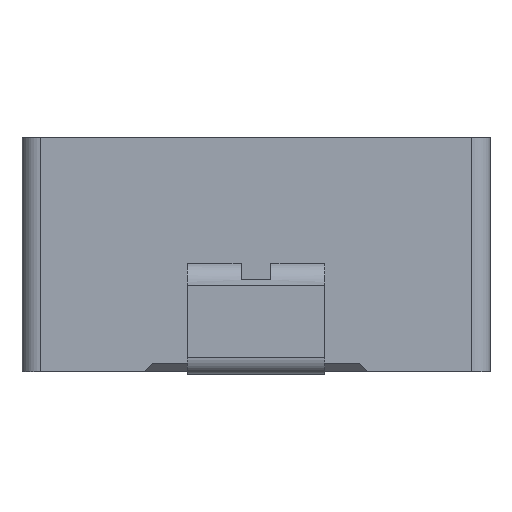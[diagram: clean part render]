
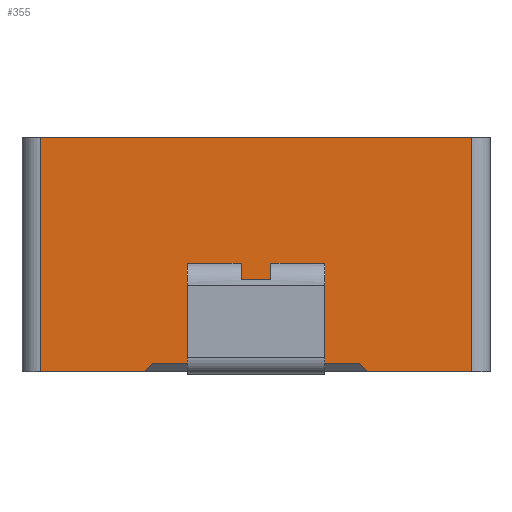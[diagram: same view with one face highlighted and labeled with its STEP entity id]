
A CAD part, front view. The second image highlights one B-rep face of the part: STEP entity #355.
In plain terms, the highlighted face is planar.
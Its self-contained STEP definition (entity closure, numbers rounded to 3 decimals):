
#173=CARTESIAN_POINT('',(5.8,6.3,6.3));
#174=VERTEX_POINT('',#173);
#182=CARTESIAN_POINT('',(3.,6.3,6.3));
#183=VERTEX_POINT('',#182);
#184=CARTESIAN_POINT('',(5.8,6.3,6.3));
#185=DIRECTION('',(-1.,0.,0.));
#186=VECTOR('',#185,2.8);
#187=LINE('',#184,#186);
#188=EDGE_CURVE('',#174,#183,#187,.T.);
#206=CARTESIAN_POINT('',(-3.,6.3,6.3));
#207=VERTEX_POINT('',#206);
#214=CARTESIAN_POINT('',(-5.8,6.3,6.3));
#215=VERTEX_POINT('',#214);
#216=CARTESIAN_POINT('',(-3.,6.3,6.3));
#217=DIRECTION('',(-1.,0.,0.));
#218=VECTOR('',#217,2.8);
#219=LINE('',#216,#218);
#220=EDGE_CURVE('',#207,#215,#219,.T.);
#302=CARTESIAN_POINT('',(0.,6.3,3.15));
#303=DIRECTION('',(-1.,0.,0.));
#304=DIRECTION('',(0.,1.,-0.));
#305=AXIS2_PLACEMENT_3D('',#302,#304,#303);
#306=PLANE('',#305);
#307=CARTESIAN_POINT('',(2.78,6.3,6.08));
#308=VERTEX_POINT('',#307);
#309=CARTESIAN_POINT('',(-2.78,6.3,6.08));
#310=VERTEX_POINT('',#309);
#311=CARTESIAN_POINT('',(2.78,6.3,6.08));
#312=DIRECTION('',(-1.,0.,0.));
#313=VECTOR('',#312,5.56);
#314=LINE('',#311,#313);
#315=EDGE_CURVE('',#308,#310,#314,.T.);
#316=ORIENTED_EDGE('',*,*,#315,.F.);
#317=CARTESIAN_POINT('',(2.78,6.3,6.08));
#318=DIRECTION('',(0.707,0.,0.707));
#319=VECTOR('',#318,0.311);
#320=LINE('',#317,#319);
#321=EDGE_CURVE('',#308,#183,#320,.T.);
#322=ORIENTED_EDGE('',*,*,#321,.T.);
#323=ORIENTED_EDGE('',*,*,#188,.F.);
#324=CARTESIAN_POINT('',(5.8,6.3,0.));
#325=VERTEX_POINT('',#324);
#326=CARTESIAN_POINT('',(5.8,6.3,0.));
#327=DIRECTION('',(0.,0.,1.));
#328=VECTOR('',#327,6.3);
#329=LINE('',#326,#328);
#330=EDGE_CURVE('',#325,#174,#329,.T.);
#331=ORIENTED_EDGE('',*,*,#330,.F.);
#332=CARTESIAN_POINT('',(-5.8,6.3,0.));
#333=VERTEX_POINT('',#332);
#334=CARTESIAN_POINT('',(5.8,6.3,0.));
#335=DIRECTION('',(-1.,0.,0.));
#336=VECTOR('',#335,11.6);
#337=LINE('',#334,#336);
#338=EDGE_CURVE('',#325,#333,#337,.T.);
#339=ORIENTED_EDGE('',*,*,#338,.T.);
#340=CARTESIAN_POINT('',(-5.8,6.3,0.));
#341=DIRECTION('',(0.,0.,1.));
#342=VECTOR('',#341,6.3);
#343=LINE('',#340,#342);
#344=EDGE_CURVE('',#333,#215,#343,.T.);
#345=ORIENTED_EDGE('',*,*,#344,.T.);
#346=ORIENTED_EDGE('',*,*,#220,.F.);
#347=CARTESIAN_POINT('',(-2.78,6.3,6.08));
#348=DIRECTION('',(-0.707,0.,0.707));
#349=VECTOR('',#348,0.311);
#350=LINE('',#347,#349);
#351=EDGE_CURVE('',#310,#207,#350,.T.);
#352=ORIENTED_EDGE('',*,*,#351,.F.);
#353=EDGE_LOOP('',(#316,#322,#323,#331,#339,#345,#346,#352));
#354=FACE_OUTER_BOUND('',#353,.T.);
#355=ADVANCED_FACE('',(#354),#306,.T.);
